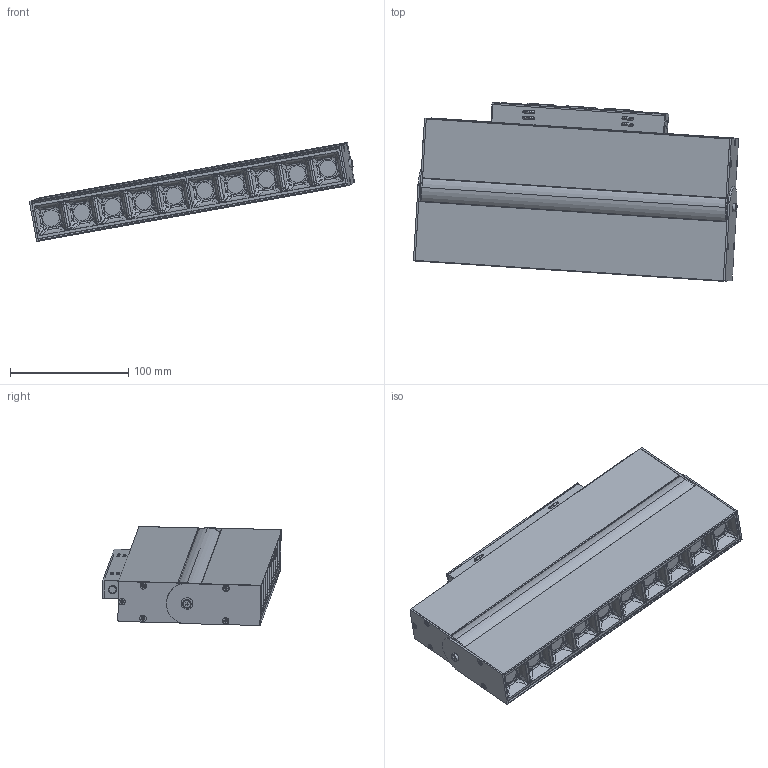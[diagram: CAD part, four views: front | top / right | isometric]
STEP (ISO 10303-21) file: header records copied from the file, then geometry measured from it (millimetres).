
FILE_DESCRIPTION (( 'STEP AP214' ), '1' );
FILE_NAME ('Magnetar angledot.STEP', '2021-08-16T09:52:48', ( '' ), ( '' ), 'SwSTEP 2.0', 'SolidWorks 2020', '' );
FILE_SCHEMA (( 'AUTOMOTIVE_DESIGN' ));
Length unit declared in the file: millimetre
Products named in the file (13): 12plm103000-04; 12plm103000-07; Magnetar angledot; 12plm103000-01; 12plm103000-03; cross fh tapping 7976_din_Tapping screw DIN 7982-ST2.9x6.5-C-H-N; nut m4 L10; socket head thin cap screw_din_DIN 7984 - M4 x 25 --- 14N; 12plm103000-06; 12plm103000-08; 12plm103000-02; cross fh tapping 7976_din_Tapping screw DIN 7982-ST3.5x19-C-H-N; 12plm103000-09
Assembly tree (32 placements, depth 2):
  Magnetar angledot
    12plm103000-03  x2
    12plm103000-04  x2
    12plm103000-01
    12plm103000-02
    12plm103000-06
    12plm103000-07  x2
    12plm103000-08  x2
    12plm103000-09
    cross fh tapping 7976_din_Tapping screw DIN 7982-ST3.5x19-C-H-N  x6
    cross fh tapping 7976_din_Tapping screw DIN 7982-ST2.9x6.5-C-H-N  x10
    nut m4 L10  x2
    socket head thin cap screw_din_DIN 7984 - M4 x 25 --- 14N  x2
Bounding box: 274.69 x 151.1 x 83.64 mm (x, y, z)
Volume: 340391.6 mm3; surface area: 326592 mm2
Topology: 41 solids, 81 shells, 3894 faces, 10140 edges, 6286 vertices
Faces by surface type: plane 1357, bspline 1130, cylinder 901, torus 286, cone 208, sphere 12
Entity records: 112747 total; most frequent: CARTESIAN_POINT 41785, ORIENTED_EDGE 13734, DIRECTION 11227, EDGE_CURVE 6867, VERTEX_POINT 4386, AXIS2_PLACEMENT_3D 3946, VECTOR 3335, LINE 3335
